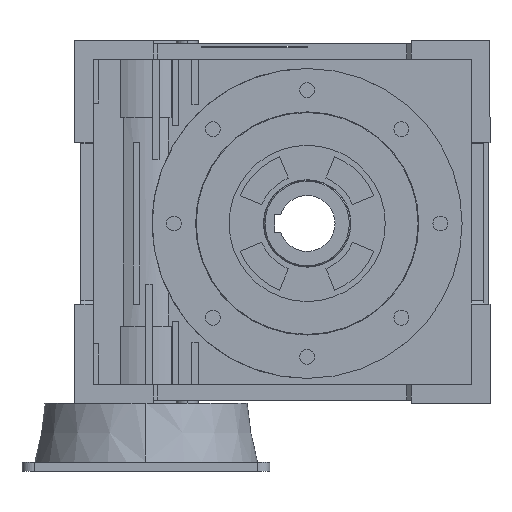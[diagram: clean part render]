
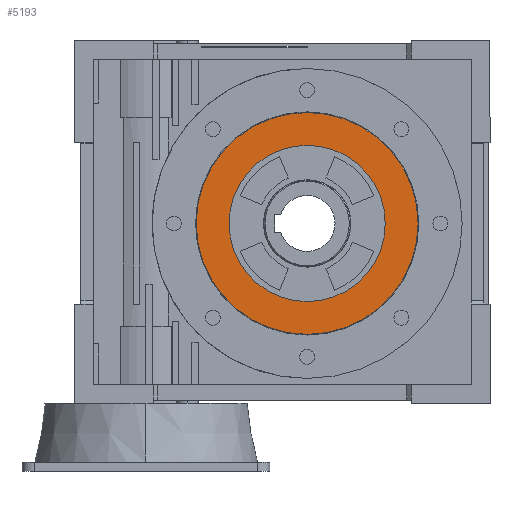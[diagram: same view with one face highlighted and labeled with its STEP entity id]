
A CAD part, left-side view. The second image highlights one B-rep face of the part: STEP entity #5193.
In plain terms, the highlighted planar face has unit normal (-1, 0, 0).
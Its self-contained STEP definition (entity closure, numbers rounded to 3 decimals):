
#129 = DIRECTION ( 'NONE',  ( 0., 0., -1. ) ) ;
#190 = FACE_OUTER_BOUND ( 'NONE', #12309, .T. ) ;
#226 = ORIENTED_EDGE ( 'NONE', *, *, #13283, .T. ) ;
#324 = DIRECTION ( 'NONE',  ( 0., 0., 1. ) ) ;
#430 = CARTESIAN_POINT ( 'NONE',  ( -85., 0., 0. ) ) ;
#943 = CARTESIAN_POINT ( 'NONE',  ( -85., 0., -63. ) ) ;
#1884 = VERTEX_POINT ( 'NONE', #10146 ) ;
#2075 = EDGE_LOOP ( 'NONE', ( #3648, #226 ) ) ;
#2253 = DIRECTION ( 'NONE',  ( 1., 0., 0. ) ) ;
#3648 = ORIENTED_EDGE ( 'NONE', *, *, #13394, .T. ) ;
#3736 = DIRECTION ( 'NONE',  ( -1., 0., 0. ) ) ;
#5193 = ADVANCED_FACE ( 'NONE', ( #190, #22191 ), #17404, .T. ) ;
#5596 = DIRECTION ( 'NONE',  ( 0., 0., -1. ) ) ;
#5740 = CARTESIAN_POINT ( 'NONE',  ( -85., 0., 0. ) ) ;
#6681 = AXIS2_PLACEMENT_3D ( 'NONE', #7499, #3736, #19704 ) ;
#7054 = EDGE_CURVE ( 'NONE', #15568, #1884, #22597, .T. ) ;
#7104 = CARTESIAN_POINT ( 'NONE',  ( -85., 0., 0. ) ) ;
#7325 = DIRECTION ( 'NONE',  ( -1., 0., 0. ) ) ;
#7499 = CARTESIAN_POINT ( 'NONE',  ( -85., 0., 0. ) ) ;
#7814 = AXIS2_PLACEMENT_3D ( 'NONE', #12793, #2253, #7864 ) ;
#7864 = DIRECTION ( 'NONE',  ( 0., 0., -1. ) ) ;
#8614 = ORIENTED_EDGE ( 'NONE', *, *, #7054, .T. ) ;
#9633 = AXIS2_PLACEMENT_3D ( 'NONE', #5740, #7325, #324 ) ;
#10146 = CARTESIAN_POINT ( 'NONE',  ( -85., 0., 89.5 ) ) ;
#10361 = ORIENTED_EDGE ( 'NONE', *, *, #20596, .T. ) ;
#10940 = DIRECTION ( 'NONE',  ( -1., 0., 0. ) ) ;
#12309 = EDGE_LOOP ( 'NONE', ( #8614, #10361 ) ) ;
#12793 = CARTESIAN_POINT ( 'NONE',  ( -85., 0., 0. ) ) ;
#13283 = EDGE_CURVE ( 'NONE', #14495, #18517, #14285, .T. ) ;
#13348 = AXIS2_PLACEMENT_3D ( 'NONE', #7104, #17615, #5596 ) ;
#13394 = EDGE_CURVE ( 'NONE', #18517, #14495, #18077, .T. ) ;
#14285 = CIRCLE ( 'NONE', #13348, 63. ) ;
#14379 = CARTESIAN_POINT ( 'NONE',  ( -85., 0., -89.5 ) ) ;
#14495 = VERTEX_POINT ( 'NONE', #943 ) ;
#15568 = VERTEX_POINT ( 'NONE', #14379 ) ;
#17404 = PLANE ( 'NONE',  #22286 ) ;
#17615 = DIRECTION ( 'NONE',  ( 1., 0., 0. ) ) ;
#18077 = CIRCLE ( 'NONE', #7814, 63. ) ;
#18517 = VERTEX_POINT ( 'NONE', #21206 ) ;
#19672 = CIRCLE ( 'NONE', #6681, 89.5 ) ;
#19704 = DIRECTION ( 'NONE',  ( 0., 0., 1. ) ) ;
#20596 = EDGE_CURVE ( 'NONE', #1884, #15568, #19672, .T. ) ;
#21206 = CARTESIAN_POINT ( 'NONE',  ( -85., 0., 63. ) ) ;
#22191 = FACE_BOUND ( 'NONE', #2075, .T. ) ;
#22286 = AXIS2_PLACEMENT_3D ( 'NONE', #430, #10940, #129 ) ;
#22597 = CIRCLE ( 'NONE', #9633, 89.5 ) ;
